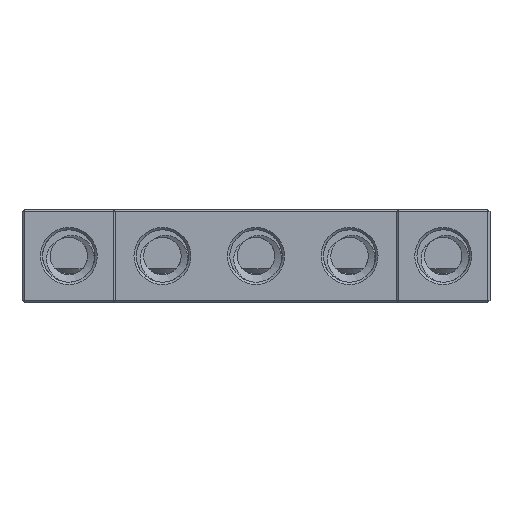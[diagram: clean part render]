
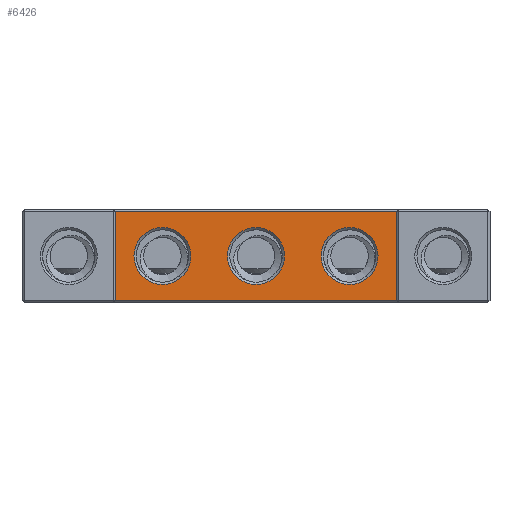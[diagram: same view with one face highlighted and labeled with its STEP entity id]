
A CAD part, left-side view. The second image highlights one B-rep face of the part: STEP entity #6426.
In plain terms, the highlighted planar face has unit normal (-1, 0, 0).
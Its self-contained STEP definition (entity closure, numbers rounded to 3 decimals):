
#85 = VERTEX_POINT('',#86);
#86 = CARTESIAN_POINT('',(12.5,-6.25,5.95));
#100 = PLANE('',#101);
#101 = AXIS2_PLACEMENT_3D('',#102,#103,#104);
#102 = CARTESIAN_POINT('',(12.65,-6.25,6.1));
#103 = DIRECTION('',(-0.707,-0.,0.707));
#104 = DIRECTION('',(-0.,1.,0.));
#126 = PLANE('',#127);
#127 = AXIS2_PLACEMENT_3D('',#128,#129,#130);
#128 = CARTESIAN_POINT('',(12.5,-6.25,0.));
#129 = DIRECTION('',(0.,-1.,0.));
#130 = DIRECTION('',(0.,0.,-1.));
#166 = VERTEX_POINT('',#167);
#167 = CARTESIAN_POINT('',(12.5,-43.75,5.95));
#193 = EDGE_CURVE('',#85,#166,#194,.T.);
#194 = SURFACE_CURVE('',#195,(#199,#206),.PCURVE_S1.);
#195 = LINE('',#196,#197);
#196 = CARTESIAN_POINT('',(12.5,-6.25,5.95));
#197 = VECTOR('',#198,1.);
#198 = DIRECTION('',(0.,-1.,0.));
#199 = PCURVE('',#100,#200);
#200 = DEFINITIONAL_REPRESENTATION('',(#201),#205);
#201 = LINE('',#202,#203);
#202 = CARTESIAN_POINT('',(-0.,0.212));
#203 = VECTOR('',#204,1.);
#204 = DIRECTION('',(-1.,0.));
#205 = ( GEOMETRIC_REPRESENTATION_CONTEXT(2) 
PARAMETRIC_REPRESENTATION_CONTEXT() REPRESENTATION_CONTEXT('2D SPACE',''
  ) );
#206 = PCURVE('',#207,#212);
#207 = PLANE('',#208);
#208 = AXIS2_PLACEMENT_3D('',#209,#210,#211);
#209 = CARTESIAN_POINT('',(12.5,-25.,0.));
#210 = DIRECTION('',(-1.,0.,0.));
#211 = DIRECTION('',(0.,1.,0.));
#212 = DEFINITIONAL_REPRESENTATION('',(#213),#217);
#213 = LINE('',#214,#215);
#214 = CARTESIAN_POINT('',(18.75,-5.95));
#215 = VECTOR('',#216,1.);
#216 = DIRECTION('',(-1.,0.));
#217 = ( GEOMETRIC_REPRESENTATION_CONTEXT(2) 
PARAMETRIC_REPRESENTATION_CONTEXT() REPRESENTATION_CONTEXT('2D SPACE',''
  ) );
#288 = PLANE('',#289);
#289 = AXIS2_PLACEMENT_3D('',#290,#291,#292);
#290 = CARTESIAN_POINT('',(12.5,-43.75,0.));
#291 = DIRECTION('',(0.,-1.,0.));
#292 = DIRECTION('',(0.,0.,-1.));
#2763 = EDGE_CURVE('',#85,#2764,#2766,.T.);
#2764 = VERTEX_POINT('',#2765);
#2765 = CARTESIAN_POINT('',(12.5,-6.25,-5.95));
#2766 = SURFACE_CURVE('',#2767,(#2771,#2778),.PCURVE_S1.);
#2767 = LINE('',#2768,#2769);
#2768 = CARTESIAN_POINT('',(12.5,-6.25,0.));
#2769 = VECTOR('',#2770,1.);
#2770 = DIRECTION('',(0.,0.,-1.));
#2771 = PCURVE('',#126,#2772);
#2772 = DEFINITIONAL_REPRESENTATION('',(#2773),#2777);
#2773 = LINE('',#2774,#2775);
#2774 = CARTESIAN_POINT('',(0.,0.));
#2775 = VECTOR('',#2776,1.);
#2776 = DIRECTION('',(1.,0.));
#2777 = ( GEOMETRIC_REPRESENTATION_CONTEXT(2) 
PARAMETRIC_REPRESENTATION_CONTEXT() REPRESENTATION_CONTEXT('2D SPACE',''
  ) );
#2778 = PCURVE('',#207,#2779);
#2779 = DEFINITIONAL_REPRESENTATION('',(#2780),#2784);
#2780 = LINE('',#2781,#2782);
#2781 = CARTESIAN_POINT('',(18.75,0.));
#2782 = VECTOR('',#2783,1.);
#2783 = DIRECTION('',(0.,1.));
#2784 = ( GEOMETRIC_REPRESENTATION_CONTEXT(2) 
PARAMETRIC_REPRESENTATION_CONTEXT() REPRESENTATION_CONTEXT('2D SPACE',''
  ) );
#6426 = ADVANCED_FACE('',(#6427,#6480,#6511,#6542),#207,.T.);
#6427 = FACE_BOUND('',#6428,.T.);
#6428 = EDGE_LOOP('',(#6429,#6430,#6458,#6479));
#6429 = ORIENTED_EDGE('',*,*,#2763,.T.);
#6430 = ORIENTED_EDGE('',*,*,#6431,.F.);
#6431 = EDGE_CURVE('',#6432,#2764,#6434,.T.);
#6432 = VERTEX_POINT('',#6433);
#6433 = CARTESIAN_POINT('',(12.5,-43.75,-5.95));
#6434 = SURFACE_CURVE('',#6435,(#6439,#6446),.PCURVE_S1.);
#6435 = LINE('',#6436,#6437);
#6436 = CARTESIAN_POINT('',(12.5,-43.75,-5.95));
#6437 = VECTOR('',#6438,1.);
#6438 = DIRECTION('',(0.,1.,0.));
#6439 = PCURVE('',#207,#6440);
#6440 = DEFINITIONAL_REPRESENTATION('',(#6441),#6445);
#6441 = LINE('',#6442,#6443);
#6442 = CARTESIAN_POINT('',(-18.75,5.95));
#6443 = VECTOR('',#6444,1.);
#6444 = DIRECTION('',(1.,0.));
#6445 = ( GEOMETRIC_REPRESENTATION_CONTEXT(2) 
PARAMETRIC_REPRESENTATION_CONTEXT() REPRESENTATION_CONTEXT('2D SPACE',''
  ) );
#6446 = PCURVE('',#6447,#6452);
#6447 = PLANE('',#6448);
#6448 = AXIS2_PLACEMENT_3D('',#6449,#6450,#6451);
#6449 = CARTESIAN_POINT('',(12.65,-43.75,-6.1));
#6450 = DIRECTION('',(-0.707,0.,-0.707));
#6451 = DIRECTION('',(0.,1.,0.));
#6452 = DEFINITIONAL_REPRESENTATION('',(#6453),#6457);
#6453 = LINE('',#6454,#6455);
#6454 = CARTESIAN_POINT('',(0.,-0.212));
#6455 = VECTOR('',#6456,1.);
#6456 = DIRECTION('',(1.,0.));
#6457 = ( GEOMETRIC_REPRESENTATION_CONTEXT(2) 
PARAMETRIC_REPRESENTATION_CONTEXT() REPRESENTATION_CONTEXT('2D SPACE',''
  ) );
#6458 = ORIENTED_EDGE('',*,*,#6459,.F.);
#6459 = EDGE_CURVE('',#166,#6432,#6460,.T.);
#6460 = SURFACE_CURVE('',#6461,(#6465,#6472),.PCURVE_S1.);
#6461 = LINE('',#6462,#6463);
#6462 = CARTESIAN_POINT('',(12.5,-43.75,0.));
#6463 = VECTOR('',#6464,1.);
#6464 = DIRECTION('',(0.,0.,-1.));
#6465 = PCURVE('',#207,#6466);
#6466 = DEFINITIONAL_REPRESENTATION('',(#6467),#6471);
#6467 = LINE('',#6468,#6469);
#6468 = CARTESIAN_POINT('',(-18.75,0.));
#6469 = VECTOR('',#6470,1.);
#6470 = DIRECTION('',(0.,1.));
#6471 = ( GEOMETRIC_REPRESENTATION_CONTEXT(2) 
PARAMETRIC_REPRESENTATION_CONTEXT() REPRESENTATION_CONTEXT('2D SPACE',''
  ) );
#6472 = PCURVE('',#288,#6473);
#6473 = DEFINITIONAL_REPRESENTATION('',(#6474),#6478);
#6474 = LINE('',#6475,#6476);
#6475 = CARTESIAN_POINT('',(0.,0.));
#6476 = VECTOR('',#6477,1.);
#6477 = DIRECTION('',(1.,0.));
#6478 = ( GEOMETRIC_REPRESENTATION_CONTEXT(2) 
PARAMETRIC_REPRESENTATION_CONTEXT() REPRESENTATION_CONTEXT('2D SPACE',''
  ) );
#6479 = ORIENTED_EDGE('',*,*,#193,.F.);
#6480 = FACE_BOUND('',#6481,.T.);
#6481 = EDGE_LOOP('',(#6482));
#6482 = ORIENTED_EDGE('',*,*,#6483,.F.);
#6483 = EDGE_CURVE('',#6484,#6484,#6486,.T.);
#6484 = VERTEX_POINT('',#6485);
#6485 = CARTESIAN_POINT('',(12.5,-33.7,0.));
#6486 = SURFACE_CURVE('',#6487,(#6492,#6499),.PCURVE_S1.);
#6487 = CIRCLE('',#6488,3.8);
#6488 = AXIS2_PLACEMENT_3D('',#6489,#6490,#6491);
#6489 = CARTESIAN_POINT('',(12.5,-37.5,0.));
#6490 = DIRECTION('',(-1.,0.,0.));
#6491 = DIRECTION('',(0.,-1.,0.));
#6492 = PCURVE('',#207,#6493);
#6493 = DEFINITIONAL_REPRESENTATION('',(#6494),#6498);
#6494 = CIRCLE('',#6495,3.8);
#6495 = AXIS2_PLACEMENT_2D('',#6496,#6497);
#6496 = CARTESIAN_POINT('',(-12.5,0.));
#6497 = DIRECTION('',(-1.,0.));
#6498 = ( GEOMETRIC_REPRESENTATION_CONTEXT(2) 
PARAMETRIC_REPRESENTATION_CONTEXT() REPRESENTATION_CONTEXT('2D SPACE',''
  ) );
#6499 = PCURVE('',#6500,#6505);
#6500 = CONICAL_SURFACE('',#6501,3.65,0.785);
#6501 = AXIS2_PLACEMENT_3D('',#6502,#6503,#6504);
#6502 = CARTESIAN_POINT('',(12.65,-37.5,0.));
#6503 = DIRECTION('',(-1.,0.,0.));
#6504 = DIRECTION('',(0.,-1.,0.));
#6505 = DEFINITIONAL_REPRESENTATION('',(#6506),#6510);
#6506 = LINE('',#6507,#6508);
#6507 = CARTESIAN_POINT('',(0.,0.15));
#6508 = VECTOR('',#6509,1.);
#6509 = DIRECTION('',(1.,0.));
#6510 = ( GEOMETRIC_REPRESENTATION_CONTEXT(2) 
PARAMETRIC_REPRESENTATION_CONTEXT() REPRESENTATION_CONTEXT('2D SPACE',''
  ) );
#6511 = FACE_BOUND('',#6512,.T.);
#6512 = EDGE_LOOP('',(#6513));
#6513 = ORIENTED_EDGE('',*,*,#6514,.F.);
#6514 = EDGE_CURVE('',#6515,#6515,#6517,.T.);
#6515 = VERTEX_POINT('',#6516);
#6516 = CARTESIAN_POINT('',(12.5,-21.2,0.));
#6517 = SURFACE_CURVE('',#6518,(#6523,#6530),.PCURVE_S1.);
#6518 = CIRCLE('',#6519,3.8);
#6519 = AXIS2_PLACEMENT_3D('',#6520,#6521,#6522);
#6520 = CARTESIAN_POINT('',(12.5,-25.,0.));
#6521 = DIRECTION('',(-1.,0.,0.));
#6522 = DIRECTION('',(0.,-1.,0.));
#6523 = PCURVE('',#207,#6524);
#6524 = DEFINITIONAL_REPRESENTATION('',(#6525),#6529);
#6525 = CIRCLE('',#6526,3.8);
#6526 = AXIS2_PLACEMENT_2D('',#6527,#6528);
#6527 = CARTESIAN_POINT('',(0.,0.));
#6528 = DIRECTION('',(-1.,0.));
#6529 = ( GEOMETRIC_REPRESENTATION_CONTEXT(2) 
PARAMETRIC_REPRESENTATION_CONTEXT() REPRESENTATION_CONTEXT('2D SPACE',''
  ) );
#6530 = PCURVE('',#6531,#6536);
#6531 = CONICAL_SURFACE('',#6532,3.65,0.785);
#6532 = AXIS2_PLACEMENT_3D('',#6533,#6534,#6535);
#6533 = CARTESIAN_POINT('',(12.65,-25.,0.));
#6534 = DIRECTION('',(-1.,0.,0.));
#6535 = DIRECTION('',(0.,-1.,0.));
#6536 = DEFINITIONAL_REPRESENTATION('',(#6537),#6541);
#6537 = LINE('',#6538,#6539);
#6538 = CARTESIAN_POINT('',(0.,0.15));
#6539 = VECTOR('',#6540,1.);
#6540 = DIRECTION('',(1.,0.));
#6541 = ( GEOMETRIC_REPRESENTATION_CONTEXT(2) 
PARAMETRIC_REPRESENTATION_CONTEXT() REPRESENTATION_CONTEXT('2D SPACE',''
  ) );
#6542 = FACE_BOUND('',#6543,.T.);
#6543 = EDGE_LOOP('',(#6544));
#6544 = ORIENTED_EDGE('',*,*,#6545,.F.);
#6545 = EDGE_CURVE('',#6546,#6546,#6548,.T.);
#6546 = VERTEX_POINT('',#6547);
#6547 = CARTESIAN_POINT('',(12.5,-8.7,0.));
#6548 = SURFACE_CURVE('',#6549,(#6554,#6561),.PCURVE_S1.);
#6549 = CIRCLE('',#6550,3.8);
#6550 = AXIS2_PLACEMENT_3D('',#6551,#6552,#6553);
#6551 = CARTESIAN_POINT('',(12.5,-12.5,0.));
#6552 = DIRECTION('',(-1.,0.,0.));
#6553 = DIRECTION('',(0.,-1.,0.));
#6554 = PCURVE('',#207,#6555);
#6555 = DEFINITIONAL_REPRESENTATION('',(#6556),#6560);
#6556 = CIRCLE('',#6557,3.8);
#6557 = AXIS2_PLACEMENT_2D('',#6558,#6559);
#6558 = CARTESIAN_POINT('',(12.5,0.));
#6559 = DIRECTION('',(-1.,0.));
#6560 = ( GEOMETRIC_REPRESENTATION_CONTEXT(2) 
PARAMETRIC_REPRESENTATION_CONTEXT() REPRESENTATION_CONTEXT('2D SPACE',''
  ) );
#6561 = PCURVE('',#6562,#6567);
#6562 = CONICAL_SURFACE('',#6563,3.65,0.785);
#6563 = AXIS2_PLACEMENT_3D('',#6564,#6565,#6566);
#6564 = CARTESIAN_POINT('',(12.65,-12.5,0.));
#6565 = DIRECTION('',(-1.,0.,0.));
#6566 = DIRECTION('',(0.,-1.,0.));
#6567 = DEFINITIONAL_REPRESENTATION('',(#6568),#6572);
#6568 = LINE('',#6569,#6570);
#6569 = CARTESIAN_POINT('',(0.,0.15));
#6570 = VECTOR('',#6571,1.);
#6571 = DIRECTION('',(1.,0.));
#6572 = ( GEOMETRIC_REPRESENTATION_CONTEXT(2) 
PARAMETRIC_REPRESENTATION_CONTEXT() REPRESENTATION_CONTEXT('2D SPACE',''
  ) );
